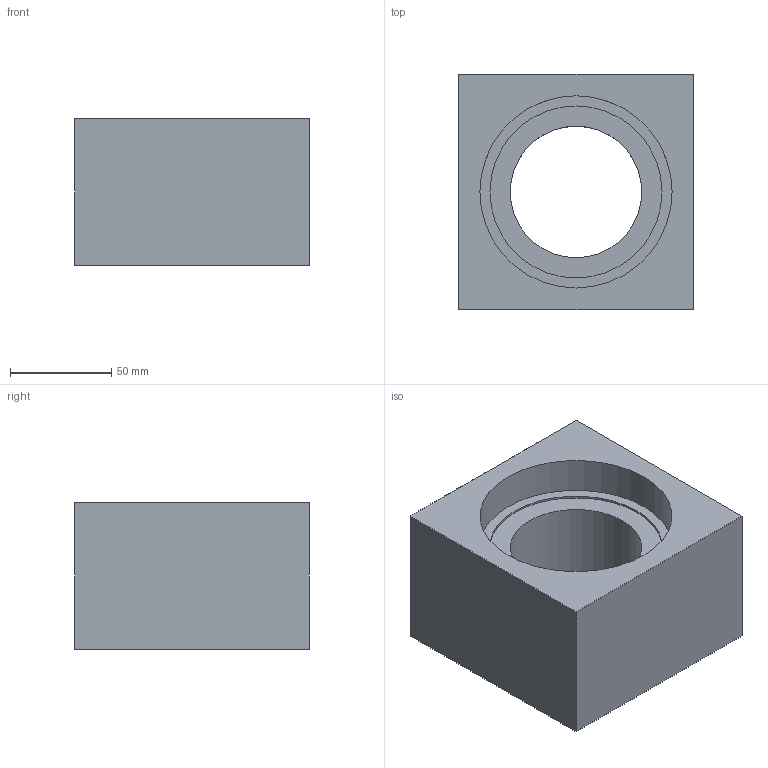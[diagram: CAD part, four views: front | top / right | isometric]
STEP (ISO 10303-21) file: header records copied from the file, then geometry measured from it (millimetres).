
FILE_DESCRIPTION(/* description */ (''),/* implementation_level */ '2;1');
FILE_NAME(/* name */ 'Composant6.step',/* time_stamp */ '2024-03-05T15:49:52+01:00',/* author */ (''),/* organization */ (''),/* preprocessor_version */ 'ST-DEVELOPER v20',/* originating_system */ 'Autodesk Translation Framework v12.20.1.177',/* authorisation */ '');
FILE_SCHEMA (('AUTOMOTIVE_DESIGN { 1 0 10303 214 3 1 1 }'));
Length unit declared in the file: millimetre
Products named in the file (1): FusionComponent
Bounding box: 116 x 116 x 72.5 mm (x, y, z)
Volume: 600661.7 mm3; surface area: 77186.8 mm2
Topology: 1 solids, 1 shells, 173 faces, 475 edges, 314 vertices
Faces by surface type: cylinder 137, plane 24, bspline 8, cone 4
Full cylindrical faces by diameter (mm): 6.779 x32, 8 x4, 8.17 x12, 65 x1, 85 x2, 95 x2
Entity records: 13092 total; most frequent: CARTESIAN_POINT 9171, ORIENTED_EDGE 942, DIRECTION 589, EDGE_CURVE 471, VERTEX_POINT 314, B_SPLINE_CURVE_WITH_KNOTS 264, AXIS2_PLACEMENT_3D 216, EDGE_LOOP 189
